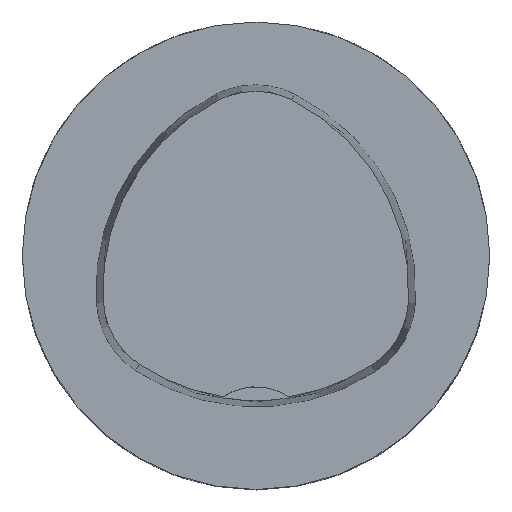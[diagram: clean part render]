
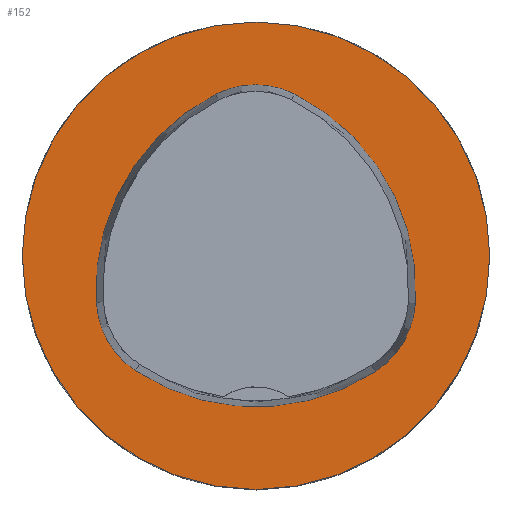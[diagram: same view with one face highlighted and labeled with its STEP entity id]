
A CAD part, top view. The second image highlights one B-rep face of the part: STEP entity #152.
In plain terms, the highlighted planar face has unit normal (0, 0, 1).
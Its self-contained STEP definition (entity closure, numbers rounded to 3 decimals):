
#50=PLANE('',#1016);
#78=FACE_BOUND('',#269,.T.);
#79=FACE_BOUND('',#270,.T.);
#152=ADVANCED_FACE('',(#78,#79),#50,.T.);
#269=EDGE_LOOP('',(#563,#564,#565,#566,#567,#568));
#270=EDGE_LOOP('',(#569));
#277=CIRCLE('',#925,16.);
#308=CIRCLE('',#994,15.);
#310=CIRCLE('',#997,6.);
#312=CIRCLE('',#1000,15.);
#314=CIRCLE('',#1003,6.);
#318=CIRCLE('',#1008,15.);
#320=CIRCLE('',#1011,6.);
#563=ORIENTED_EDGE('',*,*,#785,.T.);
#564=ORIENTED_EDGE('',*,*,#765,.T.);
#565=ORIENTED_EDGE('',*,*,#769,.T.);
#566=ORIENTED_EDGE('',*,*,#772,.T.);
#567=ORIENTED_EDGE('',*,*,#775,.T.);
#568=ORIENTED_EDGE('',*,*,#783,.T.);
#569=ORIENTED_EDGE('',*,*,#703,.F.);
#616=VERTEX_POINT('',#1630);
#647=VERTEX_POINT('',#1761);
#648=VERTEX_POINT('',#1762);
#651=VERTEX_POINT('',#1770);
#653=VERTEX_POINT('',#1776);
#655=VERTEX_POINT('',#1782);
#662=VERTEX_POINT('',#1803);
#703=EDGE_CURVE('',#616,#616,#277,.T.);
#765=EDGE_CURVE('',#647,#648,#308,.T.);
#769=EDGE_CURVE('',#648,#651,#310,.T.);
#772=EDGE_CURVE('',#651,#653,#312,.T.);
#775=EDGE_CURVE('',#653,#655,#314,.T.);
#783=EDGE_CURVE('',#655,#662,#318,.T.);
#785=EDGE_CURVE('',#662,#647,#320,.T.);
#925=AXIS2_PLACEMENT_3D('',#1629,#1050,#1051);
#994=AXIS2_PLACEMENT_3D('',#1760,#1219,#1220);
#997=AXIS2_PLACEMENT_3D('',#1769,#1227,#1228);
#1000=AXIS2_PLACEMENT_3D('',#1775,#1234,#1235);
#1003=AXIS2_PLACEMENT_3D('',#1781,#1241,#1242);
#1008=AXIS2_PLACEMENT_3D('',#1804,#1253,#1254);
#1011=AXIS2_PLACEMENT_3D('',#1807,#1259,#1260);
#1016=AXIS2_PLACEMENT_3D('',#1812,#1269,#1270);
#1050=DIRECTION('',(0.,0.,-1.));
#1051=DIRECTION('',(-1.,0.,0.));
#1219=DIRECTION('',(0.,0.,-1.));
#1220=DIRECTION('',(-1.,0.,0.));
#1227=DIRECTION('',(0.,0.,-1.));
#1228=DIRECTION('',(-1.,0.,0.));
#1234=DIRECTION('',(0.,0.,-1.));
#1235=DIRECTION('',(-1.,0.,0.));
#1241=DIRECTION('',(0.,0.,-1.));
#1242=DIRECTION('',(-1.,0.,0.));
#1253=DIRECTION('',(0.,0.,-1.));
#1254=DIRECTION('',(-1.,0.,0.));
#1259=DIRECTION('',(0.,0.,-1.));
#1260=DIRECTION('',(-1.,0.,0.));
#1269=DIRECTION('',(0.,0.,1.));
#1270=DIRECTION('',(1.,0.,0.));
#1629=CARTESIAN_POINT('',(0.,0.,0.));
#1630=CARTESIAN_POINT('',(-16.,0.,0.));
#1760=CARTESIAN_POINT('',(4.048,-2.316,0.));
#1761=CARTESIAN_POINT('',(-10.926,-3.206,0.));
#1762=CARTESIAN_POINT('',(-2.774,11.043,0.));
#1769=CARTESIAN_POINT('',(-0.045,5.7,0.));
#1770=CARTESIAN_POINT('',(2.638,11.066,0.));
#1775=CARTESIAN_POINT('',(-4.07,-2.35,0.));
#1776=CARTESIAN_POINT('',(10.903,-3.249,0.));
#1781=CARTESIAN_POINT('',(4.914,-2.889,0.));
#1782=CARTESIAN_POINT('',(8.177,-7.924,0.));
#1803=CARTESIAN_POINT('',(-8.24,-7.859,0.));
#1804=CARTESIAN_POINT('',(0.019,4.663,0.));
#1807=CARTESIAN_POINT('',(-4.936,-2.85,0.));
#1812=CARTESIAN_POINT('',(0.,0.,0.));
